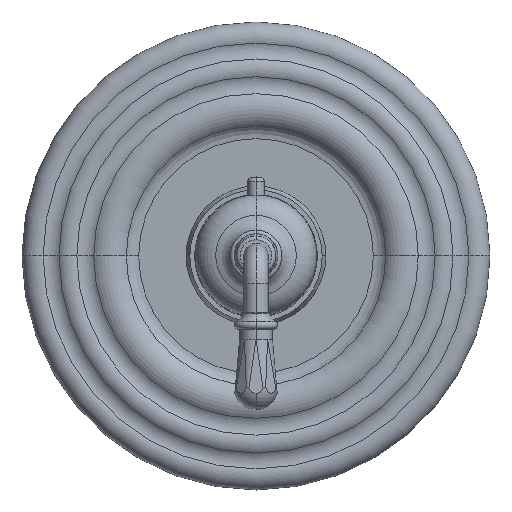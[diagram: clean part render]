
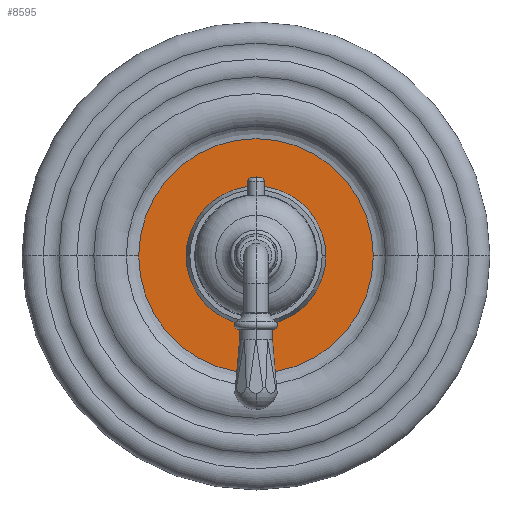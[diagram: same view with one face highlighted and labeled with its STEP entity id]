
A CAD part, top view. The second image highlights one B-rep face of the part: STEP entity #8595.
In plain terms, the highlighted planar face has unit normal (0, 0, 1).
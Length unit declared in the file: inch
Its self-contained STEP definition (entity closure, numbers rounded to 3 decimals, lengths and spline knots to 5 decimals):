
#1086=CARTESIAN_POINT('',(0.,0.,0.31244));
#1087=DIRECTION('',(0.,0.,-1.));
#1088=DIRECTION('',(-1.,0.,0.));
#1089=AXIS2_PLACEMENT_3D('',#1086,#1087,#1088);
#1091=CARTESIAN_POINT('',(0.,0.,0.31244));
#1092=DIRECTION('',(0.,0.,-1.));
#1093=DIRECTION('',(1.,0.,0.));
#1094=AXIS2_PLACEMENT_3D('',#1091,#1092,#1093);
#1096=CARTESIAN_POINT('',(0.,0.,0.31244));
#1097=DIRECTION('',(0.,0.,-1.));
#1098=DIRECTION('',(1.,0.,0.));
#1099=AXIS2_PLACEMENT_3D('',#1096,#1097,#1098);
#1106=CARTESIAN_POINT('',(0.,0.,0.31244));
#1107=DIRECTION('',(0.,0.,1.));
#1108=DIRECTION('',(1.,0.,0.));
#1109=AXIS2_PLACEMENT_3D('',#1106,#1107,#1108);
#5602=CARTESIAN_POINT('',(1.87952,0.,0.31244));
#5603=CARTESIAN_POINT('',(-1.87952,0.,0.31244));
#5604=VERTEX_POINT('',#5602);
#5605=VERTEX_POINT('',#5603);
#5610=CARTESIAN_POINT('',(-1.12,0.,0.31244));
#5611=CARTESIAN_POINT('',(1.12,0.,0.31244));
#5612=VERTEX_POINT('',#5610);
#5613=VERTEX_POINT('',#5611);
#8579=CARTESIAN_POINT('',(0.,0.,0.31244));
#8580=DIRECTION('',(0.,0.,-1.));
#8581=DIRECTION('',(-1.,0.,0.));
#8582=AXIS2_PLACEMENT_3D('',#8579,#8580,#8581);
#8583=PLANE('',#8582);
#8585=ORIENTED_EDGE('',*,*,#8584,.T.);
#8587=ORIENTED_EDGE('',*,*,#8586,.F.);
#8588=EDGE_LOOP('',(#8585,#8587));
#8589=FACE_OUTER_BOUND('',#8588,.F.);
#8591=ORIENTED_EDGE('',*,*,#8590,.F.);
#8592=ORIENTED_EDGE('',*,*,#8569,.F.);
#8593=EDGE_LOOP('',(#8591,#8592));
#8594=FACE_BOUND('',#8593,.F.);
#8595=ADVANCED_FACE('',(#8589,#8594),#8583,.F.);
#1090=CIRCLE('',#1089,1.12);
#1095=CIRCLE('',#1094,1.12);
#1100=CIRCLE('',#1099,1.87952);
#1110=CIRCLE('',#1109,1.87952);
#8569=EDGE_CURVE('',#5613,#5612,#1095,.T.);
#8584=EDGE_CURVE('',#5604,#5605,#1100,.T.);
#8586=EDGE_CURVE('',#5604,#5605,#1110,.T.);
#8590=EDGE_CURVE('',#5612,#5613,#1090,.T.);
